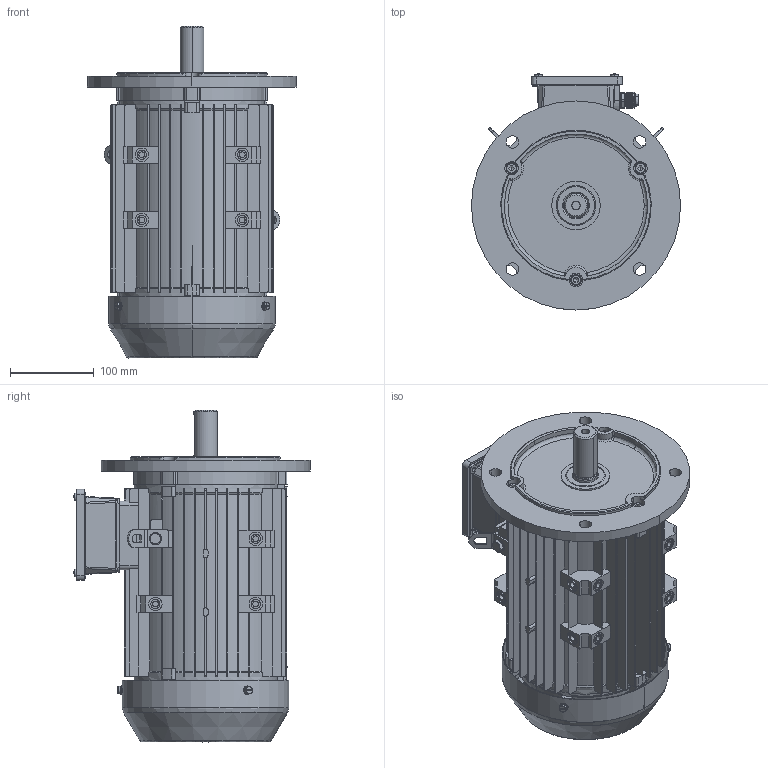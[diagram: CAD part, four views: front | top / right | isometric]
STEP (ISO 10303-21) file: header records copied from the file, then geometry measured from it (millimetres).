
FILE_DESCRIPTION (( 'STEP AP203' ), '1' );
FILE_NAME ('JL3-100-B5.step', '2018-12-14T08:48:48', ( '' ), ( '' ), 'SwSTEP 2.0', 'SolidWorks 2018', '' );
FILE_SCHEMA (( 'CONFIG_CONTROL_DESIGN' ));
Length unit declared in the file: millimetre
Products named in the file (1): JL3-100-B5
Bounding box: 250 x 282.42 x 397 mm (x, y, z)
Volume: 1928501.9 mm3; surface area: 1047596.2 mm2
Topology: 42 solids, 42 shells, 3734 faces, 10247 edges, 6670 vertices
Faces by surface type: cylinder 1546, plane 1503, bspline 453, cone 209, torus 15, sphere 8
Entity records: 358901 total; most frequent: CARTESIAN_POINT 265251, ORIENTED_EDGE 20452, DIRECTION 18687, EDGE_CURVE 10226, AXIS2_PLACEMENT_3D 6769, VERTEX_POINT 6670, VECTOR 5149, LINE 5149
